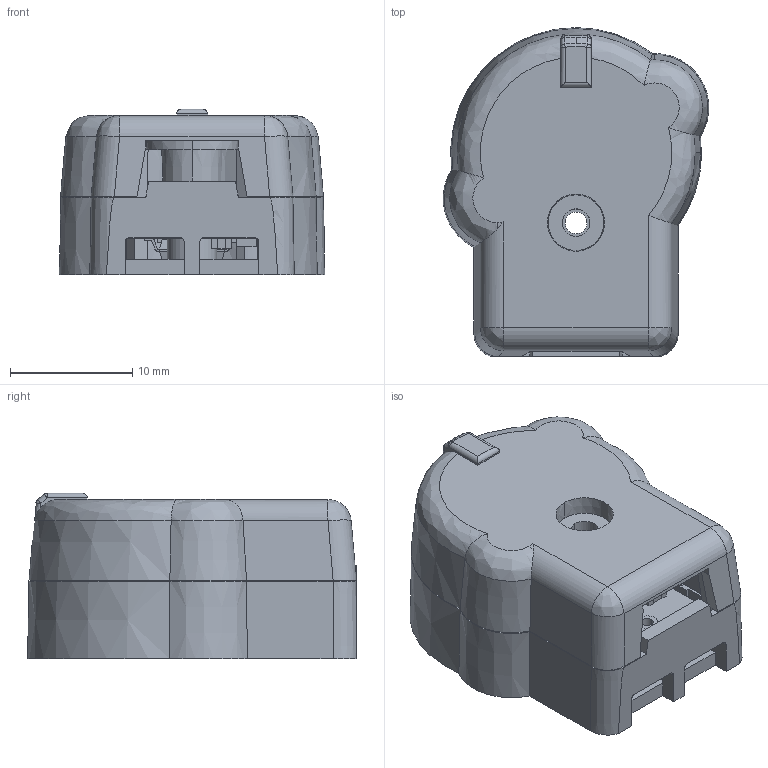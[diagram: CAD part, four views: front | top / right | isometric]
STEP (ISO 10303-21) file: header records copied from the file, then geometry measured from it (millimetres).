
FILE_DESCRIPTION (( 'STEP AP214' ), '1' );
FILE_NAME ('WCP-1484 Rev1 - CTR CANcoder.STEP', '2023-12-22T23:11:39', ( '' ), ( '' ), 'SwSTEP 2.0', 'SolidWorks 2022', '' );
FILE_SCHEMA (( 'AUTOMOTIVE_DESIGN' ));
Length unit declared in the file: inch
Products named in the file (3): WCP-1484 Rev1 - CTR CANcoder; WCP-1484-001 Rev1; WCP-1484-002 Rev1
Assembly tree (2 placements, depth 2):
  WCP-1484 Rev1 - CTR CANcoder
    WCP-1484-001 Rev1
    WCP-1484-002 Rev1
Bounding box: 21.73 x 26.91 x 13.54 mm (x, y, z)
Volume: 2223.4 mm3; surface area: 5541.5 mm2
Topology: 2 solids, 74 shells, 1118 faces, 2929 edges, 1947 vertices
Faces by surface type: plane 841, cylinder 202, cone 48, bspline 27
Entity records: 50082 total; most frequent: CARTESIAN_POINT 7369, ORIENTED_EDGE 5680, DIRECTION 5488, EDGE_CURVE 2923, VECTOR 2282, LINE 2282, VERTEX_POINT 1947, AXIS2_PLACEMENT_3D 1603
